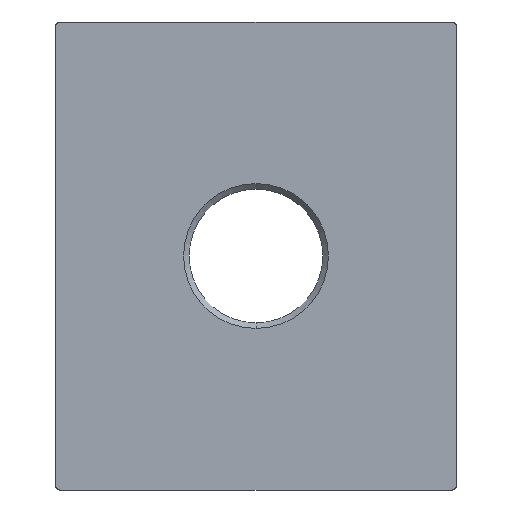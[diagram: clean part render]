
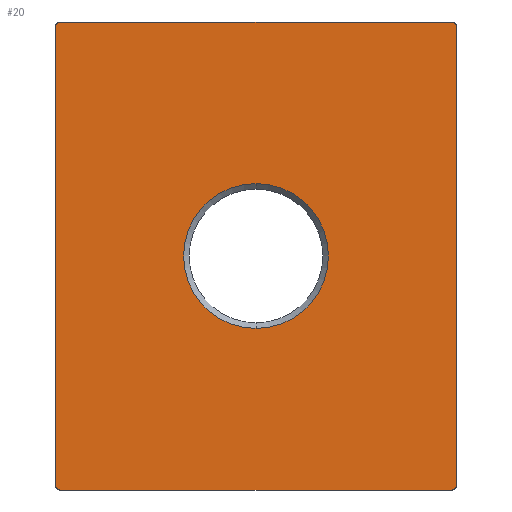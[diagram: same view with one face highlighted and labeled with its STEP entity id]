
A CAD part, front view. The second image highlights one B-rep face of the part: STEP entity #20.
In plain terms, the highlighted planar face has unit normal (0, -1, 0).
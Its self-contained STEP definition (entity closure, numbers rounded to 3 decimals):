
#20 = ADVANCED_FACE ( 'NONE', ( #203, #204 ), #428, .F. ) ;
#36 = DIRECTION ( 'NONE',  ( 0., 1., 0. ) ) ;
#37 = DIRECTION ( 'NONE',  ( 0., 0., 1. ) ) ;
#86 = LINE ( 'NONE', #126, #88 ) ;
#88 = VECTOR ( 'NONE', #127, 1000. ) ;
#89 = LINE ( 'NONE', #148, #90 ) ;
#90 = VECTOR ( 'NONE', #149, 1000. ) ;
#109 = CARTESIAN_POINT ( 'NONE',  ( -9., -2., -10.5 ) ) ;
#126 = CARTESIAN_POINT ( 'NONE',  ( -18., -2., -21. ) ) ;
#127 = DIRECTION ( 'NONE',  ( -1., 0., 0. ) ) ;
#148 = CARTESIAN_POINT ( 'NONE',  ( -18., -2., -21. ) ) ;
#149 = DIRECTION ( 'NONE',  ( 0., 0., 1. ) ) ;
#157 = CARTESIAN_POINT ( 'NONE',  ( -9., -2., -13.75 ) ) ;
#158 = CARTESIAN_POINT ( 'NONE',  ( -9., -2., -7.25 ) ) ;
#160 = CARTESIAN_POINT ( 'NONE',  ( -0.2, -2., -21. ) ) ;
#161 = CARTESIAN_POINT ( 'NONE',  ( -17.8, -2., -21. ) ) ;
#162 = CARTESIAN_POINT ( 'NONE',  ( 0., -2., -0.2 ) ) ;
#163 = CARTESIAN_POINT ( 'NONE',  ( 0., -2., -20.8 ) ) ;
#174 = ORIENTED_EDGE ( 'NONE', *, *, #271, .T. ) ;
#175 = ORIENTED_EDGE ( 'NONE', *, *, #293, .T. ) ;
#176 = ORIENTED_EDGE ( 'NONE', *, *, #333, .F. ) ;
#177 = ORIENTED_EDGE ( 'NONE', *, *, #296, .T. ) ;
#178 = ORIENTED_EDGE ( 'NONE', *, *, #344, .F. ) ;
#179 = ORIENTED_EDGE ( 'NONE', *, *, #302, .T. ) ;
#180 = ORIENTED_EDGE ( 'NONE', *, *, #343, .F. ) ;
#181 = ORIENTED_EDGE ( 'NONE', *, *, #304, .T. ) ;
#182 = ORIENTED_EDGE ( 'NONE', *, *, #258, .F. ) ;
#187 = LINE ( 'NONE', #441, #188 ) ;
#188 = VECTOR ( 'NONE', #442, 1000. ) ;
#203 = FACE_BOUND ( 'NONE', #480, .T. ) ;
#204 = FACE_OUTER_BOUND ( 'NONE', #481, .T. ) ;
#225 = VERTEX_POINT ( 'NONE', #394 ) ;
#226 = VERTEX_POINT ( 'NONE', #395 ) ;
#228 = VERTEX_POINT ( 'NONE', #397 ) ;
#229 = VERTEX_POINT ( 'NONE', #398 ) ;
#243 = LINE ( 'NONE', #401, #244 ) ;
#244 = VECTOR ( 'NONE', #402, 1000. ) ;
#258 = EDGE_CURVE ( 'NONE', #539, #540, #243, .T. ) ;
#271 = EDGE_CURVE ( 'NONE', #423, #424, #467, .T. ) ;
#293 = EDGE_CURVE ( 'NONE', #424, #423, #546, .T. ) ;
#296 = EDGE_CURVE ( 'NONE', #229, #226, #547, .T. ) ;
#298 = AXIS2_PLACEMENT_3D ( 'NONE', #430, #431, #432 ) ;
#299 = AXIS2_PLACEMENT_3D ( 'NONE', #361, #362, #363 ) ;
#300 = AXIS2_PLACEMENT_3D ( 'NONE', #358, #359, #360 ) ;
#301 = AXIS2_PLACEMENT_3D ( 'NONE', #355, #356, #357 ) ;
#302 = EDGE_CURVE ( 'NONE', #225, #427, #548, .T. ) ;
#303 = AXIS2_PLACEMENT_3D ( 'NONE', #352, #353, #354 ) ;
#304 = EDGE_CURVE ( 'NONE', #426, #540, #549, .T. ) ;
#310 = AXIS2_PLACEMENT_3D ( 'NONE', #109, #36, #37 ) ;
#313 = EDGE_CURVE ( 'NONE', #539, #228, #550, .T. ) ;
#332 = AXIS2_PLACEMENT_3D ( 'NONE', #520, #521, #522 ) ;
#333 = EDGE_CURVE ( 'NONE', #229, #228, #187, .T. ) ;
#343 = EDGE_CURVE ( 'NONE', #426, #427, #86, .T. ) ;
#344 = EDGE_CURVE ( 'NONE', #225, #226, #89, .T. ) ;
#352 = CARTESIAN_POINT ( 'NONE',  ( -9., -2., -10.5 ) ) ;
#353 = DIRECTION ( 'NONE',  ( 0., 1., 0. ) ) ;
#354 = DIRECTION ( 'NONE',  ( 0., 0., 1. ) ) ;
#355 = CARTESIAN_POINT ( 'NONE',  ( -17.8, -2., -0.2 ) ) ;
#356 = DIRECTION ( 'NONE',  ( 0., -1., 0. ) ) ;
#357 = DIRECTION ( 'NONE',  ( 0., 0., 1. ) ) ;
#358 = CARTESIAN_POINT ( 'NONE',  ( -17.8, -2., -20.8 ) ) ;
#359 = DIRECTION ( 'NONE',  ( 0., -1., 0. ) ) ;
#360 = DIRECTION ( 'NONE',  ( 0., 0., 1. ) ) ;
#361 = CARTESIAN_POINT ( 'NONE',  ( -0.2, -2., -20.8 ) ) ;
#362 = DIRECTION ( 'NONE',  ( 0., -1., 0. ) ) ;
#363 = DIRECTION ( 'NONE',  ( 0., 0., 1. ) ) ;
#394 = CARTESIAN_POINT ( 'NONE',  ( -18., -2., -20.8 ) ) ;
#395 = CARTESIAN_POINT ( 'NONE',  ( -18., -2., -0.2 ) ) ;
#397 = CARTESIAN_POINT ( 'NONE',  ( -0.2, -2., 0. ) ) ;
#398 = CARTESIAN_POINT ( 'NONE',  ( -17.8, -2., 0. ) ) ;
#401 = CARTESIAN_POINT ( 'NONE',  ( 0., -2., -21. ) ) ;
#402 = DIRECTION ( 'NONE',  ( 0., 0., -1. ) ) ;
#423 = VERTEX_POINT ( 'NONE', #157 ) ;
#424 = VERTEX_POINT ( 'NONE', #158 ) ;
#426 = VERTEX_POINT ( 'NONE', #160 ) ;
#427 = VERTEX_POINT ( 'NONE', #161 ) ;
#428 = PLANE ( 'NONE',  #332 ) ;
#430 = CARTESIAN_POINT ( 'NONE',  ( -0.2, -2., -0.2 ) ) ;
#431 = DIRECTION ( 'NONE',  ( 0., -1., 0. ) ) ;
#432 = DIRECTION ( 'NONE',  ( 0., 0., 1. ) ) ;
#441 = CARTESIAN_POINT ( 'NONE',  ( -18., -2., 0. ) ) ;
#442 = DIRECTION ( 'NONE',  ( 1., 0., 0. ) ) ;
#447 = ORIENTED_EDGE ( 'NONE', *, *, #313, .T. ) ;
#467 = CIRCLE ( 'NONE', #310, 3.25 ) ;
#480 = EDGE_LOOP ( 'NONE', ( #174, #175 ) ) ;
#481 = EDGE_LOOP ( 'NONE', ( #176, #177, #178, #179, #180, #181, #182, #447 ) ) ;
#520 = CARTESIAN_POINT ( 'NONE',  ( -18., -2., 0. ) ) ;
#521 = DIRECTION ( 'NONE',  ( 0., 1., 0. ) ) ;
#522 = DIRECTION ( 'NONE',  ( 0., 0., 1. ) ) ;
#539 = VERTEX_POINT ( 'NONE', #162 ) ;
#540 = VERTEX_POINT ( 'NONE', #163 ) ;
#546 = CIRCLE ( 'NONE', #303, 3.25 ) ;
#547 = CIRCLE ( 'NONE', #301, 0.2 ) ;
#548 = CIRCLE ( 'NONE', #300, 0.2 ) ;
#549 = CIRCLE ( 'NONE', #299, 0.2 ) ;
#550 = CIRCLE ( 'NONE', #298, 0.2 ) ;
